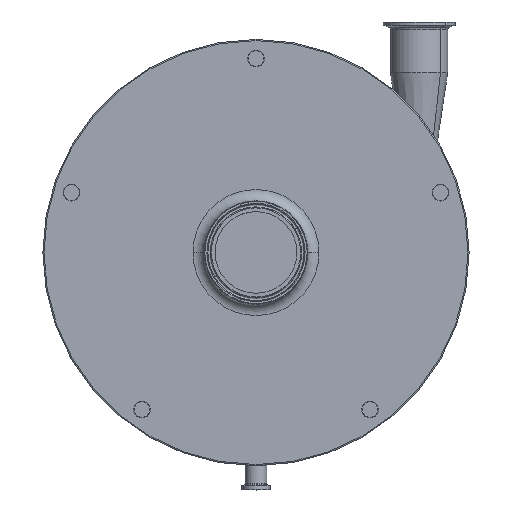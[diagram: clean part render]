
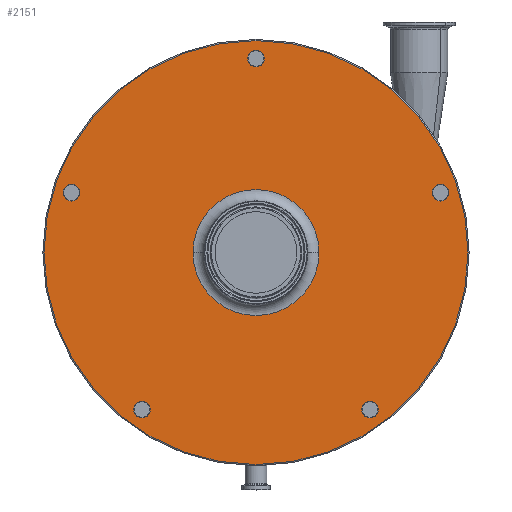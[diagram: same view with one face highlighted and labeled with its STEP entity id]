
A CAD part, top view. The second image highlights one B-rep face of the part: STEP entity #2151.
In plain terms, the highlighted planar face has unit normal (0, 0, 1).
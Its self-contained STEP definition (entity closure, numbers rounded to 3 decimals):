
#122 = EDGE_CURVE ( 'NONE', #6055, #3957, #3640, .T. ) ;
#198 = DIRECTION ( 'NONE',  ( 1., 0., 0. ) ) ;
#245 = DIRECTION ( 'NONE',  ( -1., 0., 0. ) ) ;
#264 = ORIENTED_EDGE ( 'NONE', *, *, #5777, .F. ) ;
#269 = CARTESIAN_POINT ( 'NONE',  ( -101.393, -132.055, 29.5 ) ) ;
#345 = CARTESIAN_POINT ( 'NONE',  ( 188.5, 0., 29.5 ) ) ;
#441 = VERTEX_POINT ( 'NONE', #6450 ) ;
#460 = CIRCLE ( 'NONE', #2730, 7.5 ) ;
#479 = DIRECTION ( 'NONE',  ( 0., -1., 0. ) ) ;
#508 = EDGE_LOOP ( 'NONE', ( #678, #264 ) ) ;
#579 = CARTESIAN_POINT ( 'NONE',  ( -164.057, 53.305, 29.5 ) ) ;
#639 = DIRECTION ( 'NONE',  ( -1., 0., 0. ) ) ;
#646 = DIRECTION ( 'NONE',  ( 0., -1., 0. ) ) ;
#678 = ORIENTED_EDGE ( 'NONE', *, *, #5872, .F. ) ;
#686 = CIRCLE ( 'NONE', #2500, 7.5 ) ;
#689 = CARTESIAN_POINT ( 'NONE',  ( 0., 0., 29.5 ) ) ;
#785 = PLANE ( 'NONE',  #4316 ) ;
#832 = CARTESIAN_POINT ( 'NONE',  ( 7.5, 172.5, 29.5 ) ) ;
#876 = EDGE_CURVE ( 'NONE', #5480, #1810, #1276, .T. ) ;
#901 = DIRECTION ( 'NONE',  ( 0., 0., -1. ) ) ;
#923 = AXIS2_PLACEMENT_3D ( 'NONE', #689, #1194, #4556 ) ;
#998 = AXIS2_PLACEMENT_3D ( 'NONE', #2373, #1243, #1349 ) ;
#1011 = CARTESIAN_POINT ( 'NONE',  ( 0., 0., 29.5 ) ) ;
#1066 = CARTESIAN_POINT ( 'NONE',  ( -56., 0., 29.5 ) ) ;
#1194 = DIRECTION ( 'NONE',  ( 0., 0., 1. ) ) ;
#1219 = FACE_BOUND ( 'NONE', #3077, .T. ) ;
#1229 = ORIENTED_EDGE ( 'NONE', *, *, #2564, .F. ) ;
#1243 = DIRECTION ( 'NONE',  ( 0., 0., 1. ) ) ;
#1276 = CIRCLE ( 'NONE', #923, 188.5 ) ;
#1306 = DIRECTION ( 'NONE',  ( 0., 0., 1. ) ) ;
#1349 = DIRECTION ( 'NONE',  ( 0., -1., 0. ) ) ;
#1511 = ORIENTED_EDGE ( 'NONE', *, *, #3126, .F. ) ;
#1564 = ORIENTED_EDGE ( 'NONE', *, *, #876, .T. ) ;
#1571 = CARTESIAN_POINT ( 'NONE',  ( 164.057, 60.805, 29.5 ) ) ;
#1577 = DIRECTION ( 'NONE',  ( 0., 0., 1. ) ) ;
#1719 = CIRCLE ( 'NONE', #4378, 7.5 ) ;
#1737 = CIRCLE ( 'NONE', #5737, 56. ) ;
#1748 = ORIENTED_EDGE ( 'NONE', *, *, #6949, .F. ) ;
#1799 = FACE_BOUND ( 'NONE', #2567, .T. ) ;
#1810 = VERTEX_POINT ( 'NONE', #6696 ) ;
#1878 = EDGE_CURVE ( 'NONE', #5552, #5241, #4076, .T. ) ;
#2031 = VERTEX_POINT ( 'NONE', #1571 ) ;
#2048 = EDGE_LOOP ( 'NONE', ( #1229, #4309 ) ) ;
#2087 = CARTESIAN_POINT ( 'NONE',  ( -101.393, -139.555, 29.5 ) ) ;
#2107 = DIRECTION ( 'NONE',  ( 0., -1., 0. ) ) ;
#2136 = DIRECTION ( 'NONE',  ( 0., 0., 1. ) ) ;
#2151 = ADVANCED_FACE ( 'NONE', ( #1799, #6627, #6099, #1219, #2416, #5560, #6130 ), #785, .F. ) ;
#2169 = CIRCLE ( 'NONE', #2278, 188.5 ) ;
#2203 = CIRCLE ( 'NONE', #5057, 7.5 ) ;
#2278 = AXIS2_PLACEMENT_3D ( 'NONE', #5376, #3609, #2589 ) ;
#2320 = ORIENTED_EDGE ( 'NONE', *, *, #1878, .T. ) ;
#2373 = CARTESIAN_POINT ( 'NONE',  ( -164.057, 53.305, 29.5 ) ) ;
#2416 = FACE_BOUND ( 'NONE', #508, .T. ) ;
#2500 = AXIS2_PLACEMENT_3D ( 'NONE', #6597, #4548, #646 ) ;
#2520 = EDGE_CURVE ( 'NONE', #3957, #6055, #3663, .T. ) ;
#2542 = EDGE_LOOP ( 'NONE', ( #5073, #1511 ) ) ;
#2564 = EDGE_CURVE ( 'NONE', #441, #3120, #4795, .T. ) ;
#2567 = EDGE_LOOP ( 'NONE', ( #3604, #6520 ) ) ;
#2589 = DIRECTION ( 'NONE',  ( -1., 0., 0. ) ) ;
#2673 = AXIS2_PLACEMENT_3D ( 'NONE', #5877, #5947, #6372 ) ;
#2730 = AXIS2_PLACEMENT_3D ( 'NONE', #2087, #6521, #5987 ) ;
#2738 = ORIENTED_EDGE ( 'NONE', *, *, #3879, .T. ) ;
#2749 = DIRECTION ( 'NONE',  ( 0., 0., 1. ) ) ;
#2941 = CIRCLE ( 'NONE', #6902, 7.5 ) ;
#2972 = DIRECTION ( 'NONE',  ( 0., 0., -1. ) ) ;
#3029 = CARTESIAN_POINT ( 'NONE',  ( 164.057, 45.805, 29.5 ) ) ;
#3077 = EDGE_LOOP ( 'NONE', ( #1748, #3220 ) ) ;
#3120 = VERTEX_POINT ( 'NONE', #4756 ) ;
#3126 = EDGE_CURVE ( 'NONE', #3864, #6168, #460, .T. ) ;
#3213 = EDGE_CURVE ( 'NONE', #3120, #441, #686, .T. ) ;
#3220 = ORIENTED_EDGE ( 'NONE', *, *, #5548, .F. ) ;
#3430 = DIRECTION ( 'NONE',  ( 0., 0., -1. ) ) ;
#3604 = ORIENTED_EDGE ( 'NONE', *, *, #2520, .F. ) ;
#3609 = DIRECTION ( 'NONE',  ( 0., 0., 1. ) ) ;
#3640 = CIRCLE ( 'NONE', #998, 7.5 ) ;
#3663 = CIRCLE ( 'NONE', #4572, 7.5 ) ;
#3750 = EDGE_LOOP ( 'NONE', ( #2738, #1564 ) ) ;
#3864 = VERTEX_POINT ( 'NONE', #269 ) ;
#3879 = EDGE_CURVE ( 'NONE', #1810, #5480, #2169, .T. ) ;
#3957 = VERTEX_POINT ( 'NONE', #4174 ) ;
#3984 = CARTESIAN_POINT ( 'NONE',  ( -101.393, -147.055, 29.5 ) ) ;
#4003 = DIRECTION ( 'NONE',  ( 0., -1., 0. ) ) ;
#4076 = CIRCLE ( 'NONE', #5089, 56. ) ;
#4077 = CARTESIAN_POINT ( 'NONE',  ( 0., 189.5, 29.5 ) ) ;
#4174 = CARTESIAN_POINT ( 'NONE',  ( -164.057, 45.805, 29.5 ) ) ;
#4201 = VERTEX_POINT ( 'NONE', #832 ) ;
#4268 = DIRECTION ( 'NONE',  ( -1., 0., 0. ) ) ;
#4302 = EDGE_CURVE ( 'NONE', #6168, #3864, #1719, .T. ) ;
#4309 = ORIENTED_EDGE ( 'NONE', *, *, #3213, .F. ) ;
#4316 = AXIS2_PLACEMENT_3D ( 'NONE', #4077, #2972, #245 ) ;
#4339 = DIRECTION ( 'NONE',  ( 0., -1., 0. ) ) ;
#4378 = AXIS2_PLACEMENT_3D ( 'NONE', #6601, #1577, #2107 ) ;
#4545 = CARTESIAN_POINT ( 'NONE',  ( 164.057, 53.305, 29.5 ) ) ;
#4548 = DIRECTION ( 'NONE',  ( 0., 0., 1. ) ) ;
#4556 = DIRECTION ( 'NONE',  ( -1., 0., 0. ) ) ;
#4572 = AXIS2_PLACEMENT_3D ( 'NONE', #579, #2749, #479 ) ;
#4736 = CIRCLE ( 'NONE', #4845, 7.5 ) ;
#4756 = CARTESIAN_POINT ( 'NONE',  ( 101.393, -132.055, 29.5 ) ) ;
#4795 = CIRCLE ( 'NONE', #6946, 7.5 ) ;
#4845 = AXIS2_PLACEMENT_3D ( 'NONE', #5084, #5651, #198 ) ;
#5057 = AXIS2_PLACEMENT_3D ( 'NONE', #5122, #1306, #6778 ) ;
#5073 = ORIENTED_EDGE ( 'NONE', *, *, #4302, .F. ) ;
#5084 = CARTESIAN_POINT ( 'NONE',  ( 0., 172.5, 29.5 ) ) ;
#5089 = AXIS2_PLACEMENT_3D ( 'NONE', #1011, #901, #4268 ) ;
#5122 = CARTESIAN_POINT ( 'NONE',  ( 0., 172.5, 29.5 ) ) ;
#5241 = VERTEX_POINT ( 'NONE', #5813 ) ;
#5348 = EDGE_CURVE ( 'NONE', #5241, #5552, #1737, .T. ) ;
#5376 = CARTESIAN_POINT ( 'NONE',  ( 0., 0., 29.5 ) ) ;
#5398 = CARTESIAN_POINT ( 'NONE',  ( 101.393, -139.555, 29.5 ) ) ;
#5457 = ORIENTED_EDGE ( 'NONE', *, *, #5348, .T. ) ;
#5480 = VERTEX_POINT ( 'NONE', #345 ) ;
#5548 = EDGE_CURVE ( 'NONE', #2031, #5772, #6200, .T. ) ;
#5552 = VERTEX_POINT ( 'NONE', #1066 ) ;
#5560 = FACE_OUTER_BOUND ( 'NONE', #3750, .T. ) ;
#5567 = EDGE_LOOP ( 'NONE', ( #2320, #5457 ) ) ;
#5651 = DIRECTION ( 'NONE',  ( 0., 0., 1. ) ) ;
#5737 = AXIS2_PLACEMENT_3D ( 'NONE', #6590, #3430, #639 ) ;
#5772 = VERTEX_POINT ( 'NONE', #3029 ) ;
#5777 = EDGE_CURVE ( 'NONE', #6920, #4201, #2203, .T. ) ;
#5813 = CARTESIAN_POINT ( 'NONE',  ( 56., 0., 29.5 ) ) ;
#5872 = EDGE_CURVE ( 'NONE', #4201, #6920, #4736, .T. ) ;
#5877 = CARTESIAN_POINT ( 'NONE',  ( 164.057, 53.305, 29.5 ) ) ;
#5947 = DIRECTION ( 'NONE',  ( 0., 0., 1. ) ) ;
#5987 = DIRECTION ( 'NONE',  ( 0., -1., 0. ) ) ;
#6055 = VERTEX_POINT ( 'NONE', #6442 ) ;
#6099 = FACE_BOUND ( 'NONE', #2048, .T. ) ;
#6126 = CARTESIAN_POINT ( 'NONE',  ( -7.5, 172.5, 29.5 ) ) ;
#6130 = FACE_BOUND ( 'NONE', #5567, .T. ) ;
#6168 = VERTEX_POINT ( 'NONE', #3984 ) ;
#6200 = CIRCLE ( 'NONE', #2673, 7.5 ) ;
#6372 = DIRECTION ( 'NONE',  ( 0., -1., 0. ) ) ;
#6442 = CARTESIAN_POINT ( 'NONE',  ( -164.057, 60.805, 29.5 ) ) ;
#6450 = CARTESIAN_POINT ( 'NONE',  ( 101.393, -147.055, 29.5 ) ) ;
#6520 = ORIENTED_EDGE ( 'NONE', *, *, #122, .F. ) ;
#6521 = DIRECTION ( 'NONE',  ( 0., 0., 1. ) ) ;
#6590 = CARTESIAN_POINT ( 'NONE',  ( 0., 0., 29.5 ) ) ;
#6597 = CARTESIAN_POINT ( 'NONE',  ( 101.393, -139.555, 29.5 ) ) ;
#6601 = CARTESIAN_POINT ( 'NONE',  ( -101.393, -139.555, 29.5 ) ) ;
#6627 = FACE_BOUND ( 'NONE', #2542, .T. ) ;
#6686 = DIRECTION ( 'NONE',  ( 0., 0., 1. ) ) ;
#6696 = CARTESIAN_POINT ( 'NONE',  ( -188.5, 0., 29.5 ) ) ;
#6778 = DIRECTION ( 'NONE',  ( 1., 0., 0. ) ) ;
#6902 = AXIS2_PLACEMENT_3D ( 'NONE', #4545, #6686, #4003 ) ;
#6920 = VERTEX_POINT ( 'NONE', #6126 ) ;
#6946 = AXIS2_PLACEMENT_3D ( 'NONE', #5398, #2136, #4339 ) ;
#6949 = EDGE_CURVE ( 'NONE', #5772, #2031, #2941, .T. ) ;
